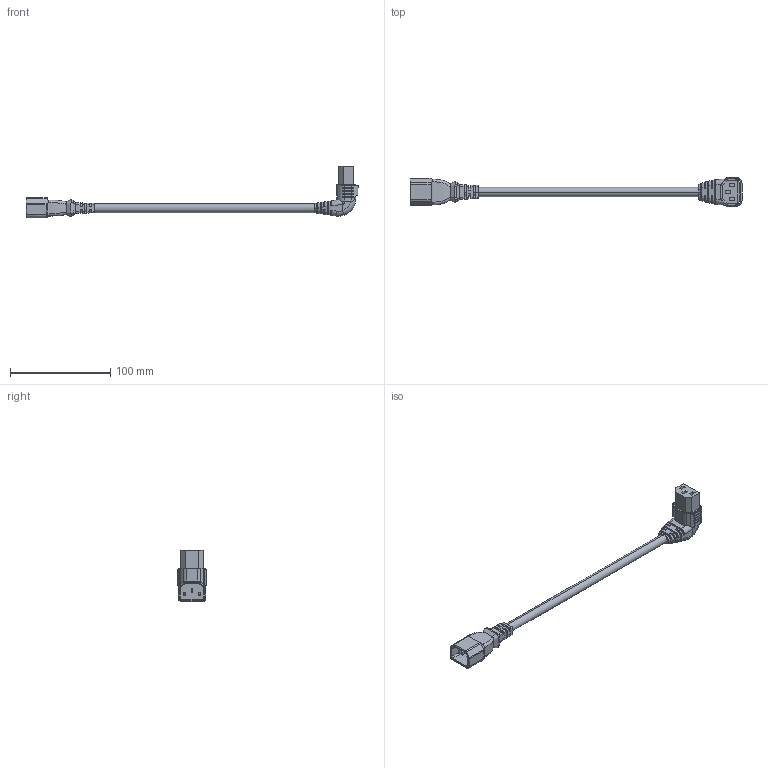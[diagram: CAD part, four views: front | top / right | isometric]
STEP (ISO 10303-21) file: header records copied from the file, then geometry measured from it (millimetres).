
FILE_DESCRIPTION (( 'STEP AP203' ), '1' );
FILE_NAME ('C13LPUC14-15_3D.STEP', '2022-09-22T15:43:27', ( '' ), ( '' ), 'SwSTEP 2.0', 'SolidWorks 2021', '' );
FILE_SCHEMA (( 'CONFIG_CONTROL_DESIGN' ));
Length unit declared in the file: inch
Products named in the file (4): EN60320 C14 Black; SJT14AWG3X_CORDAGE; C13LPUC14-15_3D; EN60320-C13-UP
Assembly tree (3 placements, depth 2):
  C13LPUC14-15_3D
    EN60320 C14 Black
    EN60320-C13-UP
    SJT14AWG3X_CORDAGE
Bounding box: 331.87 x 29.3 x 51.59 mm (x, y, z)
Volume: 54576.4 mm3; surface area: 24985 mm2
Topology: 4 solids, 4 shells, 405 faces, 1145 edges, 748 vertices
Faces by surface type: plane 228, cylinder 90, bspline 73, torus 14
Entity records: 19811 total; most frequent: CARTESIAN_POINT 9653, ORIENTED_EDGE 2290, DIRECTION 1724, EDGE_CURVE 1145, VERTEX_POINT 748, LINE 600, VECTOR 600, AXIS2_PLACEMENT_3D 562
